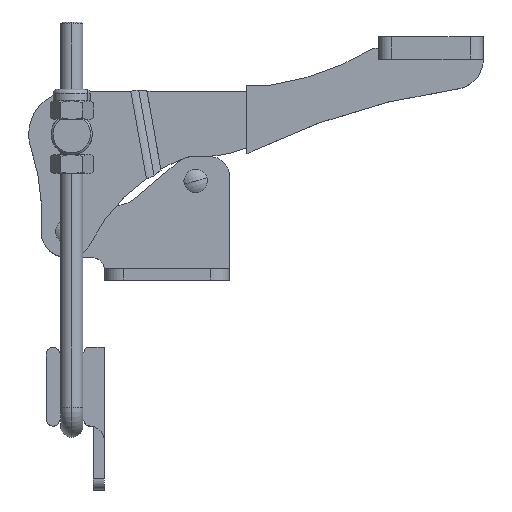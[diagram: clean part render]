
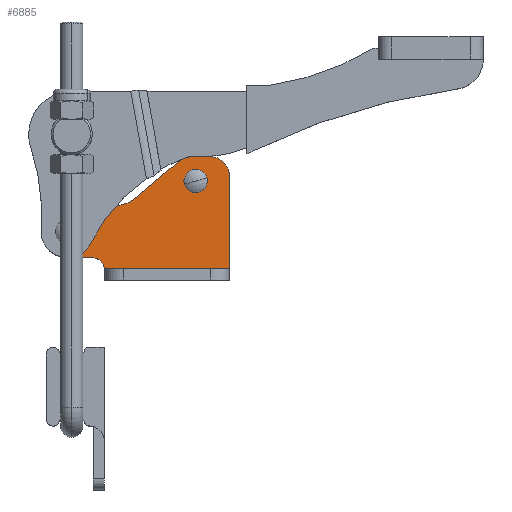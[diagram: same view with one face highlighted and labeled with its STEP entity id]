
A CAD part, top view. The second image highlights one B-rep face of the part: STEP entity #6885.
In plain terms, the highlighted planar face has unit normal (0, 0, 1).
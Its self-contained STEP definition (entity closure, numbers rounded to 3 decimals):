
#3 = FACE_BOUND ( 'NONE', #6505, .T. ) ;
#29 = CARTESIAN_POINT ( 'NONE',  ( -50.35, 13., 3. ) ) ;
#64 = LINE ( 'NONE', #8191, #8646 ) ;
#148 = EDGE_CURVE ( 'NONE', #4371, #1780, #64, .T. ) ;
#153 = DIRECTION ( 'NONE',  ( 0., -1., 0. ) ) ;
#349 = CARTESIAN_POINT ( 'NONE',  ( -43.35, 13., 3. ) ) ;
#371 = DIRECTION ( 'NONE',  ( -1., 0., 0. ) ) ;
#373 = CARTESIAN_POINT ( 'NONE',  ( -36.8, 6., 3. ) ) ;
#419 = DIRECTION ( 'NONE',  ( 1., 0., 0. ) ) ;
#515 = DIRECTION ( 'NONE',  ( 0.267, -0.964, 0. ) ) ;
#529 = DIRECTION ( 'NONE',  ( -0.766, -0.643, 0. ) ) ;
#633 = CARTESIAN_POINT ( 'NONE',  ( -45.35, 13., 3. ) ) ;
#690 = CIRCLE ( 'NONE', #4848, 7. ) ;
#804 = EDGE_CURVE ( 'NONE', #4309, #7345, #4997, .T. ) ;
#829 = LINE ( 'NONE', #4206, #7188 ) ;
#973 = CARTESIAN_POINT ( 'NONE',  ( -5., 33., 3. ) ) ;
#975 = EDGE_CURVE ( 'NONE', #8165, #9045, #9814, .T. ) ;
#1053 = VERTEX_POINT ( 'NONE', #373 ) ;
#1360 = VECTOR ( 'NONE', #371, 1000. ) ;
#1409 = EDGE_LOOP ( 'NONE', ( #6970, #7749, #8941, #10803, #6940, #5564, #6853, #9586, #6610, #7614, #1603, #3395, #6095 ) ) ;
#1478 = CARTESIAN_POINT ( 'NONE',  ( -33.3, 2.5, 3. ) ) ;
#1565 = CARTESIAN_POINT ( 'NONE',  ( -43.35, 13., 3. ) ) ;
#1603 = ORIENTED_EDGE ( 'NONE', *, *, #6158, .T. ) ;
#1743 = EDGE_CURVE ( 'NONE', #5824, #7252, #829, .T. ) ;
#1780 = VERTEX_POINT ( 'NONE', #4892 ) ;
#2034 = ORIENTED_EDGE ( 'NONE', *, *, #2363, .F. ) ;
#2061 = DIRECTION ( 'NONE',  ( 1., 0., 0. ) ) ;
#2141 = EDGE_CURVE ( 'NONE', #6375, #3200, #7717, .T. ) ;
#2186 = DIRECTION ( 'NONE',  ( 0., 1., 0. ) ) ;
#2260 = CARTESIAN_POINT ( 'NONE',  ( 0., 28., 3. ) ) ;
#2290 = AXIS2_PLACEMENT_3D ( 'NONE', #349, #8660, #10344 ) ;
#2356 = CIRCLE ( 'NONE', #3000, 7. ) ;
#2363 = EDGE_CURVE ( 'NONE', #5021, #6216, #5902, .T. ) ;
#2396 = CIRCLE ( 'NONE', #2782, 5. ) ;
#2442 = DIRECTION ( 'NONE',  ( 1., 0., 0. ) ) ;
#2686 = EDGE_CURVE ( 'NONE', #1053, #7372, #2998, .T. ) ;
#2693 = DIRECTION ( 'NONE',  ( 0.267, -0.964, 0. ) ) ;
#2732 = CARTESIAN_POINT ( 'NONE',  ( 0., 28., 3. ) ) ;
#2782 = AXIS2_PLACEMENT_3D ( 'NONE', #3784, #8742, #2920 ) ;
#2805 = DIRECTION ( 'NONE',  ( 0., 0., -1. ) ) ;
#2920 = DIRECTION ( 'NONE',  ( 1., 0., 0. ) ) ;
#2998 = CIRCLE ( 'NONE', #8534, 3.5 ) ;
#3000 = AXIS2_PLACEMENT_3D ( 'NONE', #8878, #3908, #9724 ) ;
#3057 = EDGE_CURVE ( 'NONE', #9045, #4371, #10544, .T. ) ;
#3200 = VERTEX_POINT ( 'NONE', #4996 ) ;
#3305 = CARTESIAN_POINT ( 'NONE',  ( -9.824, 27., 3. ) ) ;
#3341 = DIRECTION ( 'NONE',  ( 0., 0., -1. ) ) ;
#3350 = DIRECTION ( 'NONE',  ( 0., 0., 1. ) ) ;
#3395 = ORIENTED_EDGE ( 'NONE', *, *, #6619, .T. ) ;
#3542 = CARTESIAN_POINT ( 'NONE',  ( -33.3, 3., 3. ) ) ;
#3784 = CARTESIAN_POINT ( 'NONE',  ( -5., 28., 3. ) ) ;
#3801 = CARTESIAN_POINT ( 'NONE',  ( -25.409, 21.755, 3. ) ) ;
#3837 = AXIS2_PLACEMENT_3D ( 'NONE', #5262, #10242, #4430 ) ;
#3847 = CARTESIAN_POINT ( 'NONE',  ( -9.824, 33., 3. ) ) ;
#3908 = DIRECTION ( 'NONE',  ( 0., 0., 1. ) ) ;
#4121 = CARTESIAN_POINT ( 'NONE',  ( -12.015, 25.665, 3. ) ) ;
#4136 = VERTEX_POINT ( 'NONE', #9788 ) ;
#4153 = ORIENTED_EDGE ( 'NONE', *, *, #2141, .F. ) ;
#4206 = CARTESIAN_POINT ( 'NONE',  ( -9.824, 33., 3. ) ) ;
#4223 = EDGE_CURVE ( 'NONE', #7252, #8165, #9319, .T. ) ;
#4278 = EDGE_CURVE ( 'NONE', #8187, #7372, #4389, .T. ) ;
#4309 = VERTEX_POINT ( 'NONE', #7635 ) ;
#4338 = CARTESIAN_POINT ( 'NONE',  ( -13.68, 31.596, 3. ) ) ;
#4346 = CARTESIAN_POINT ( 'NONE',  ( -9., 26.5, 3. ) ) ;
#4352 = CARTESIAN_POINT ( 'NONE',  ( -33.3, 27., 3. ) ) ;
#4371 = VERTEX_POINT ( 'NONE', #4961 ) ;
#4389 = LINE ( 'NONE', #4352, #8786 ) ;
#4430 = DIRECTION ( 'NONE',  ( 1., 0., 0. ) ) ;
#4442 = FACE_BOUND ( 'NONE', #5139, .T. ) ;
#4454 = EDGE_CURVE ( 'NONE', #6216, #5021, #7087, .T. ) ;
#4699 = FACE_OUTER_BOUND ( 'NONE', #1409, .T. ) ;
#4723 = DIRECTION ( 'NONE',  ( 0., 0., 1. ) ) ;
#4737 = EDGE_CURVE ( 'NONE', #7345, #5824, #2396, .T. ) ;
#4848 = AXIS2_PLACEMENT_3D ( 'NONE', #9702, #4723, #10534 ) ;
#4892 = CARTESIAN_POINT ( 'NONE',  ( -43.35, 20., 3. ) ) ;
#4961 = CARTESIAN_POINT ( 'NONE',  ( -30.23, 20., 3. ) ) ;
#4996 = CARTESIAN_POINT ( 'NONE',  ( -5.985, 27.335, 3. ) ) ;
#4997 = LINE ( 'NONE', #2732, #6943 ) ;
#5021 = VERTEX_POINT ( 'NONE', #8038 ) ;
#5139 = EDGE_LOOP ( 'NONE', ( #5991, #4153 ) ) ;
#5262 = CARTESIAN_POINT ( 'NONE',  ( -9.824, 27., 3. ) ) ;
#5269 = CIRCLE ( 'NONE', #9938, 3.129 ) ;
#5407 = CARTESIAN_POINT ( 'NONE',  ( -43.35, 6., 3. ) ) ;
#5408 = VECTOR ( 'NONE', #529, 1000. ) ;
#5521 = DIRECTION ( 'NONE',  ( 0., 0., 1. ) ) ;
#5564 = ORIENTED_EDGE ( 'NONE', *, *, #4223, .T. ) ;
#5773 = CARTESIAN_POINT ( 'NONE',  ( -36.8, 2.5, 3. ) ) ;
#5824 = VERTEX_POINT ( 'NONE', #973 ) ;
#5834 = DIRECTION ( 'NONE',  ( 0., 0., 1. ) ) ;
#5902 = CIRCLE ( 'NONE', #7652, 2. ) ;
#5991 = ORIENTED_EDGE ( 'NONE', *, *, #7751, .F. ) ;
#6095 = ORIENTED_EDGE ( 'NONE', *, *, #2686, .T. ) ;
#6158 = EDGE_CURVE ( 'NONE', #6888, #4136, #2356, .T. ) ;
#6179 = AXIS2_PLACEMENT_3D ( 'NONE', #4346, #10168, #2693 ) ;
#6216 = VERTEX_POINT ( 'NONE', #633 ) ;
#6375 = VERTEX_POINT ( 'NONE', #4121 ) ;
#6396 = LINE ( 'NONE', #5407, #8330 ) ;
#6465 = AXIS2_PLACEMENT_3D ( 'NONE', #9621, #3341, #2442 ) ;
#6505 = EDGE_LOOP ( 'NONE', ( #2034, #7568 ) ) ;
#6610 = ORIENTED_EDGE ( 'NONE', *, *, #148, .T. ) ;
#6619 = EDGE_CURVE ( 'NONE', #4136, #1053, #6396, .T. ) ;
#6653 = PLANE ( 'NONE',  #10013 ) ;
#6793 = DIRECTION ( 'NONE',  ( -1., 0., 0. ) ) ;
#6853 = ORIENTED_EDGE ( 'NONE', *, *, #975, .T. ) ;
#6885 = ADVANCED_FACE ( 'NONE', ( #4442, #4699, #3 ), #6653, .T. ) ;
#6888 = VERTEX_POINT ( 'NONE', #29 ) ;
#6940 = ORIENTED_EDGE ( 'NONE', *, *, #1743, .T. ) ;
#6943 = VECTOR ( 'NONE', #2186, 1000. ) ;
#6970 = ORIENTED_EDGE ( 'NONE', *, *, #4278, .F. ) ;
#6987 = CARTESIAN_POINT ( 'NONE',  ( -9.824, 3., 3. ) ) ;
#7087 = CIRCLE ( 'NONE', #2290, 2. ) ;
#7188 = VECTOR ( 'NONE', #10444, 1000. ) ;
#7252 = VERTEX_POINT ( 'NONE', #3847 ) ;
#7345 = VERTEX_POINT ( 'NONE', #2260 ) ;
#7372 = VERTEX_POINT ( 'NONE', #1478 ) ;
#7568 = ORIENTED_EDGE ( 'NONE', *, *, #4454, .F. ) ;
#7614 = ORIENTED_EDGE ( 'NONE', *, *, #8503, .T. ) ;
#7627 = EDGE_CURVE ( 'NONE', #4309, #8187, #9946, .T. ) ;
#7635 = CARTESIAN_POINT ( 'NONE',  ( 0., 3., 3. ) ) ;
#7652 = AXIS2_PLACEMENT_3D ( 'NONE', #1565, #5834, #419 ) ;
#7717 = CIRCLE ( 'NONE', #6179, 3.129 ) ;
#7749 = ORIENTED_EDGE ( 'NONE', *, *, #7627, .F. ) ;
#7751 = EDGE_CURVE ( 'NONE', #3200, #6375, #5269, .T. ) ;
#8038 = CARTESIAN_POINT ( 'NONE',  ( -41.35, 13., 3. ) ) ;
#8165 = VERTEX_POINT ( 'NONE', #4338 ) ;
#8187 = VERTEX_POINT ( 'NONE', #3542 ) ;
#8191 = CARTESIAN_POINT ( 'NONE',  ( -43.35, 20., 3. ) ) ;
#8330 = VECTOR ( 'NONE', #2061, 1000. ) ;
#8503 = EDGE_CURVE ( 'NONE', #1780, #6888, #690, .T. ) ;
#8534 = AXIS2_PLACEMENT_3D ( 'NONE', #5773, #2805, #10128 ) ;
#8561 = CARTESIAN_POINT ( 'NONE',  ( -25.409, 21.755, 3. ) ) ;
#8646 = VECTOR ( 'NONE', #6793, 1000. ) ;
#8660 = DIRECTION ( 'NONE',  ( 0., 0., 1. ) ) ;
#8742 = DIRECTION ( 'NONE',  ( 0., 0., 1. ) ) ;
#8786 = VECTOR ( 'NONE', #153, 1000. ) ;
#8878 = CARTESIAN_POINT ( 'NONE',  ( -43.35, 13., 3. ) ) ;
#8941 = ORIENTED_EDGE ( 'NONE', *, *, #804, .T. ) ;
#9045 = VERTEX_POINT ( 'NONE', #3801 ) ;
#9145 = DIRECTION ( 'NONE',  ( 1., 0., 0. ) ) ;
#9319 = CIRCLE ( 'NONE', #3837, 6. ) ;
#9586 = ORIENTED_EDGE ( 'NONE', *, *, #3057, .T. ) ;
#9621 = CARTESIAN_POINT ( 'NONE',  ( -30.23, 27.5, 3. ) ) ;
#9702 = CARTESIAN_POINT ( 'NONE',  ( -43.35, 13., 3. ) ) ;
#9724 = DIRECTION ( 'NONE',  ( 1., 0., 0. ) ) ;
#9788 = CARTESIAN_POINT ( 'NONE',  ( -43.35, 6., 3. ) ) ;
#9814 = LINE ( 'NONE', #8561, #5408 ) ;
#9938 = AXIS2_PLACEMENT_3D ( 'NONE', #10467, #5521, #515 ) ;
#9946 = LINE ( 'NONE', #6987, #1360 ) ;
#10013 = AXIS2_PLACEMENT_3D ( 'NONE', #3305, #3350, #9145 ) ;
#10128 = DIRECTION ( 'NONE',  ( 1., 0., 0. ) ) ;
#10168 = DIRECTION ( 'NONE',  ( 0., 0., 1. ) ) ;
#10242 = DIRECTION ( 'NONE',  ( 0., 0., 1. ) ) ;
#10344 = DIRECTION ( 'NONE',  ( 1., 0., 0. ) ) ;
#10444 = DIRECTION ( 'NONE',  ( -1., 0., 0. ) ) ;
#10467 = CARTESIAN_POINT ( 'NONE',  ( -9., 26.5, 3. ) ) ;
#10534 = DIRECTION ( 'NONE',  ( 1., 0., 0. ) ) ;
#10544 = CIRCLE ( 'NONE', #6465, 7.5 ) ;
#10803 = ORIENTED_EDGE ( 'NONE', *, *, #4737, .T. ) ;
